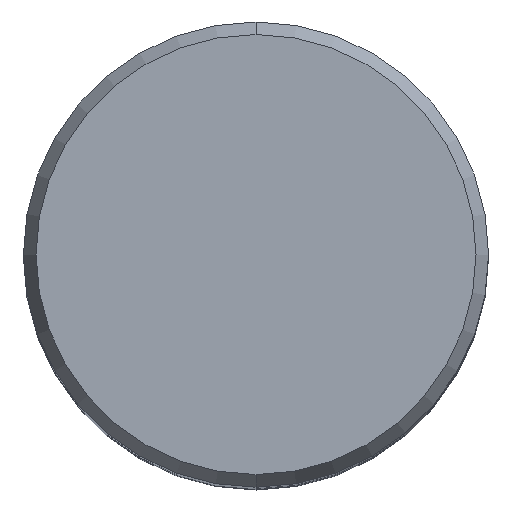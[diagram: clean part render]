
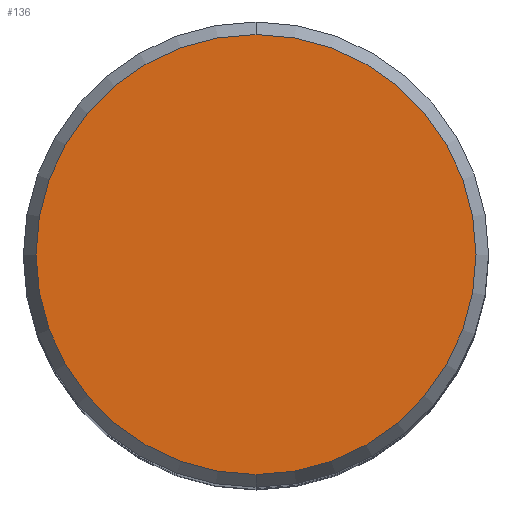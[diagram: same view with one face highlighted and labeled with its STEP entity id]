
A CAD part, top view. The second image highlights one B-rep face of the part: STEP entity #136.
In plain terms, the highlighted planar face has unit normal (0, 0, 1).
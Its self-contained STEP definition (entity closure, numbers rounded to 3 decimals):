
#94=EDGE_CURVE('',#184,#182,#217,.T.);
#128=EDGE_CURVE('',#182,#184,#254,.T.);
#136=ADVANCED_FACE('',(#264),#265,.T.);
#182=VERTEX_POINT('',#317);
#184=VERTEX_POINT('',#319);
#217=CIRCLE('',#347,12.012);
#254=CIRCLE('',#393,12.012);
#264=FACE_OUTER_BOUND('',#403,.T.);
#265=PLANE('',#404);
#317=CARTESIAN_POINT('',(0.0,12.012,0.01));
#319=CARTESIAN_POINT('',(0.,-12.012,0.01));
#347=AXIS2_PLACEMENT_3D('',#498,#499,#500);
#393=AXIS2_PLACEMENT_3D('',#539,#540,#541);
#403=EDGE_LOOP('',(#559,#560));
#404=AXIS2_PLACEMENT_3D('',#561,#562,#563);
#498=CARTESIAN_POINT('',(0.0,0.0,0.01));
#499=DIRECTION('',(0.0,0.0,-1.0));
#500=DIRECTION('',(0.0,1.0,0.0));
#539=CARTESIAN_POINT('',(0.0,0.0,0.01));
#540=DIRECTION('',(0.0,0.0,-1.0));
#541=DIRECTION('',(0.0,1.0,0.0));
#559=ORIENTED_EDGE('',*,*,#128,.F.);
#560=ORIENTED_EDGE('',*,*,#94,.F.);
#561=CARTESIAN_POINT('',(0.0,6.006,0.01));
#562=DIRECTION('',(-0.0,0.0,1.0));
#563=DIRECTION('',(0.0,-1.0,0.0));
